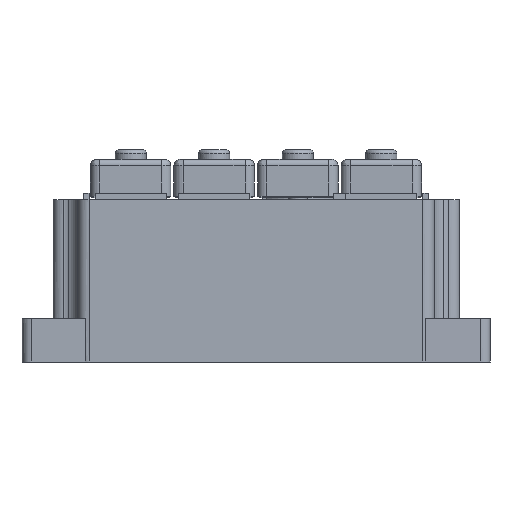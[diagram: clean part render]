
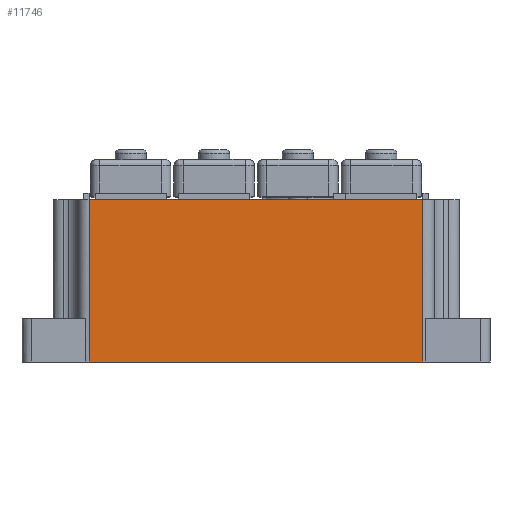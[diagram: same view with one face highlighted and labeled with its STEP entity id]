
A CAD part, front view. The second image highlights one B-rep face of the part: STEP entity #11746.
In plain terms, the highlighted planar face has unit normal (0, -1, 0).
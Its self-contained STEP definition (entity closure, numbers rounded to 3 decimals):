
#1448=FACE_OUTER_BOUND('',#2195,.T.);
#2195=EDGE_LOOP('',(#10182,#10183,#10184,#10185));
#2875=LINE('',#20452,#4065);
#3330=LINE('',#23313,#4520);
#3332=LINE('',#23400,#4522);
#3333=LINE('',#23401,#4523);
#4065=VECTOR('',#13696,10.);
#4520=VECTOR('',#14949,10.);
#4522=VECTOR('',#14955,10.);
#4523=VECTOR('',#14956,10.);
#5172=VERTEX_POINT('',#20431);
#5174=VERTEX_POINT('',#20451);
#5628=VERTEX_POINT('',#23302);
#5629=VERTEX_POINT('',#23399);
#6512=EDGE_CURVE('',#5174,#5172,#2875,.T.);
#7192=EDGE_CURVE('',#5172,#5628,#3330,.T.);
#7195=EDGE_CURVE('',#5628,#5629,#3332,.T.);
#7196=EDGE_CURVE('',#5174,#5629,#3333,.T.);
#10182=ORIENTED_EDGE('',*,*,#7195,.T.);
#10183=ORIENTED_EDGE('',*,*,#7196,.F.);
#10184=ORIENTED_EDGE('',*,*,#6512,.T.);
#10185=ORIENTED_EDGE('',*,*,#7192,.T.);
#11131=PLANE('',#12542);
#11746=ADVANCED_FACE('',(#1448),#11131,.T.);
#12542=AXIS2_PLACEMENT_3D('',#23398,#14953,#14954);
#13696=DIRECTION('',(1.,0.,0.));
#14949=DIRECTION('',(0.,0.,1.));
#14953=DIRECTION('center_axis',(0.,-1.,0.));
#14954=DIRECTION('ref_axis',(1.,0.,0.));
#14955=DIRECTION('',(-1.,0.,0.));
#14956=DIRECTION('',(0.,0.,1.));
#20431=CARTESIAN_POINT('',(53.927,-59.622,-52.5));
#20451=CARTESIAN_POINT('',(-53.925,-59.622,-52.5));
#20452=CARTESIAN_POINT('',(-53.925,-59.622,-52.5));
#23302=CARTESIAN_POINT('',(53.927,-59.622,0.));
#23313=CARTESIAN_POINT('',(53.927,-59.622,-52.5));
#23398=CARTESIAN_POINT('Origin',(-53.925,-59.622,-52.5));
#23399=CARTESIAN_POINT('',(-53.925,-59.622,0.));
#23400=CARTESIAN_POINT('',(-26.977,-59.622,0.));
#23401=CARTESIAN_POINT('',(-53.925,-59.622,-52.5));
